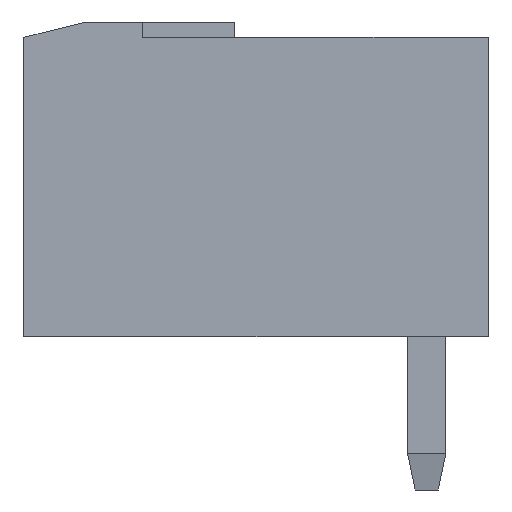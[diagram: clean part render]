
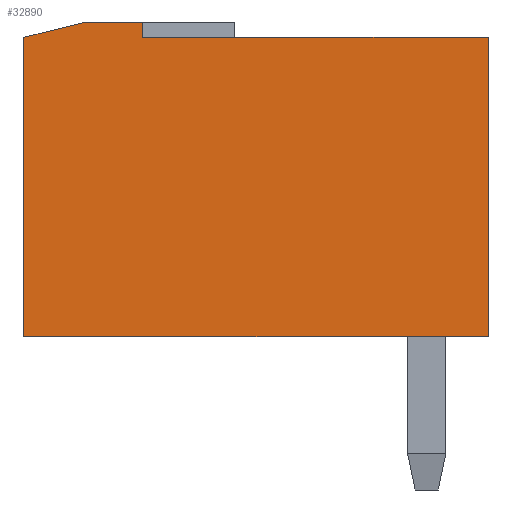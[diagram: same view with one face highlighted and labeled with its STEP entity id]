
A CAD part, left-side view. The second image highlights one B-rep face of the part: STEP entity #32890.
In plain terms, the highlighted planar face has unit normal (-1, 0, 0).
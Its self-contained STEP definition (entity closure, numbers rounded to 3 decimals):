
#1384 = ORIENTED_EDGE ( 'NONE', *, *, #39373, .T. ) ;
#1630 = DIRECTION ( 'NONE',  ( 0., 1., 0. ) ) ;
#2039 = VERTEX_POINT ( 'NONE', #37289 ) ;
#3316 = EDGE_CURVE ( 'NONE', #18354, #8719, #20872, .T. ) ;
#4381 = EDGE_CURVE ( 'NONE', #5155, #9928, #26636, .T. ) ;
#4713 = CARTESIAN_POINT ( 'NONE',  ( -4.3, 9., 8.2 ) ) ;
#5155 = VERTEX_POINT ( 'NONE', #19020 ) ;
#5209 = EDGE_CURVE ( 'NONE', #32943, #9600, #34235, .T. ) ;
#5519 = DIRECTION ( 'NONE',  ( 0., 0., 1. ) ) ;
#5632 = CARTESIAN_POINT ( 'NONE',  ( -4.3, 9., 7.8 ) ) ;
#6514 = CARTESIAN_POINT ( 'NONE',  ( -4.3, 10.5, 8.2 ) ) ;
#6820 = EDGE_CURVE ( 'NONE', #32943, #5155, #13805, .T. ) ;
#8115 = ORIENTED_EDGE ( 'NONE', *, *, #14408, .T. ) ;
#8126 = PLANE ( 'NONE',  #32546 ) ;
#8719 = VERTEX_POINT ( 'NONE', #12095 ) ;
#8766 = CARTESIAN_POINT ( 'NONE',  ( -4.3, -8.907, 0. ) ) ;
#9600 = VERTEX_POINT ( 'NONE', #32036 ) ;
#9638 = ORIENTED_EDGE ( 'NONE', *, *, #6820, .F. ) ;
#9928 = VERTEX_POINT ( 'NONE', #19636 ) ;
#11508 = VECTOR ( 'NONE', #5519, 1000. ) ;
#11711 = LINE ( 'NONE', #5632, #18687 ) ;
#12095 = CARTESIAN_POINT ( 'NONE',  ( -4.3, 10.5, 8.2 ) ) ;
#13805 = LINE ( 'NONE', #36066, #33823 ) ;
#14075 = CARTESIAN_POINT ( 'NONE',  ( -4.3, -8.907, 7.8 ) ) ;
#14408 = EDGE_CURVE ( 'NONE', #8719, #9928, #14949, .T. ) ;
#14949 = LINE ( 'NONE', #6514, #38923 ) ;
#15673 = CARTESIAN_POINT ( 'NONE',  ( -4.3, 0., 0. ) ) ;
#16186 = VECTOR ( 'NONE', #19200, 1000. ) ;
#18354 = VERTEX_POINT ( 'NONE', #4713 ) ;
#18687 = VECTOR ( 'NONE', #31007, 1000. ) ;
#19020 = CARTESIAN_POINT ( 'NONE',  ( -4.3, 12.1, 0. ) ) ;
#19200 = DIRECTION ( 'NONE',  ( 0., 0., 1. ) ) ;
#19636 = CARTESIAN_POINT ( 'NONE',  ( -4.3, 12.1, 7.8 ) ) ;
#20872 = LINE ( 'NONE', #39603, #21419 ) ;
#21016 = ORIENTED_EDGE ( 'NONE', *, *, #3316, .T. ) ;
#21419 = VECTOR ( 'NONE', #39998, 1000. ) ;
#23373 = ORIENTED_EDGE ( 'NONE', *, *, #4381, .F. ) ;
#24648 = DIRECTION ( 'NONE',  ( -1., 0., 0. ) ) ;
#26636 = LINE ( 'NONE', #39484, #16186 ) ;
#27463 = DIRECTION ( 'NONE',  ( 0., 1., 0. ) ) ;
#28719 = DIRECTION ( 'NONE',  ( 0., 0.97, -0.243 ) ) ;
#30657 = LINE ( 'NONE', #14075, #34219 ) ;
#30705 = ORIENTED_EDGE ( 'NONE', *, *, #36862, .T. ) ;
#31007 = DIRECTION ( 'NONE',  ( 0., 0., 1. ) ) ;
#31648 = ORIENTED_EDGE ( 'NONE', *, *, #5209, .T. ) ;
#32036 = CARTESIAN_POINT ( 'NONE',  ( -4.3, 0., 7.8 ) ) ;
#32546 = AXIS2_PLACEMENT_3D ( 'NONE', #8766, #24648, #34781 ) ;
#32890 = ADVANCED_FACE ( 'NONE', ( #40027 ), #8126, .T. ) ;
#32943 = VERTEX_POINT ( 'NONE', #15673 ) ;
#33823 = VECTOR ( 'NONE', #1630, 1000. ) ;
#34219 = VECTOR ( 'NONE', #27463, 1000. ) ;
#34235 = LINE ( 'NONE', #37788, #11508 ) ;
#34781 = DIRECTION ( 'NONE',  ( 0., 0., 1. ) ) ;
#36066 = CARTESIAN_POINT ( 'NONE',  ( -4.3, -8.907, 0. ) ) ;
#36862 = EDGE_CURVE ( 'NONE', #2039, #18354, #11711, .T. ) ;
#37186 = EDGE_LOOP ( 'NONE', ( #9638, #31648, #1384, #30705, #21016, #8115, #23373 ) ) ;
#37289 = CARTESIAN_POINT ( 'NONE',  ( -4.3, 9., 7.8 ) ) ;
#37788 = CARTESIAN_POINT ( 'NONE',  ( -4.3, 0., 0. ) ) ;
#38923 = VECTOR ( 'NONE', #28719, 1000. ) ;
#39373 = EDGE_CURVE ( 'NONE', #9600, #2039, #30657, .T. ) ;
#39484 = CARTESIAN_POINT ( 'NONE',  ( -4.3, 12.1, 0. ) ) ;
#39603 = CARTESIAN_POINT ( 'NONE',  ( -4.3, 9., 8.2 ) ) ;
#39998 = DIRECTION ( 'NONE',  ( 0., 1., 0. ) ) ;
#40027 = FACE_OUTER_BOUND ( 'NONE', #37186, .T. ) ;
